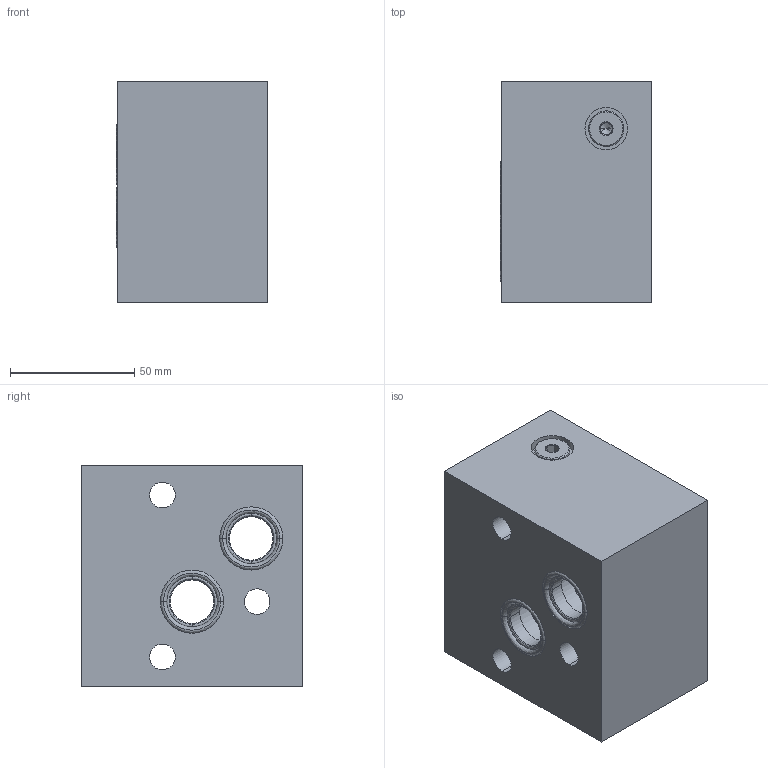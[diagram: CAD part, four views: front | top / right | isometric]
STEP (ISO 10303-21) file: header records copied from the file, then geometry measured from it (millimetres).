
FILE_DESCRIPTION((''),'2;1');
FILE_NAME('YTG_ASM','2019-12-06T',('ProEService'),(''),'PRO/ENGINEER BY PARAMETRIC TECHNOLOGY CORPORATION, 2014200','PRO/ENGINEER BY PARAMETRIC TECHNOLOGY CORPORATION, 2014200','');
FILE_SCHEMA(('CONFIG_CONTROL_DESIGN'));
Length unit declared in the file: inch
Products named in the file (5): 151-178-003; 500-001-117; A330-006-004; CSZNXXN; YTG_ASM
Assembly tree (5 placements, depth 2):
  YTG_ASM
    151-178-003
    500-001-117  x2
    A330-006-004
    CSZNXXN
Bounding box: 60.78 x 88.9 x 88.9 mm (x, y, z)
Volume: 365575 mm3; surface area: 62176.6 mm2
Topology: 9 solids, 9 shells, 342 faces, 1048 edges, 866 vertices
Faces by surface type: cylinder 123, cone 83, plane 57, torus 56, revolution 16, sphere 7
Entity records: 13843 total; most frequent: CARTESIAN_POINT 4621, DIRECTION 2010, ORIENTED_EDGE 1534, EDGE_CURVE 767, AXIS2_PLACEMENT_3D 736, VECTOR 526, LINE 526, VERTEX_POINT 456
